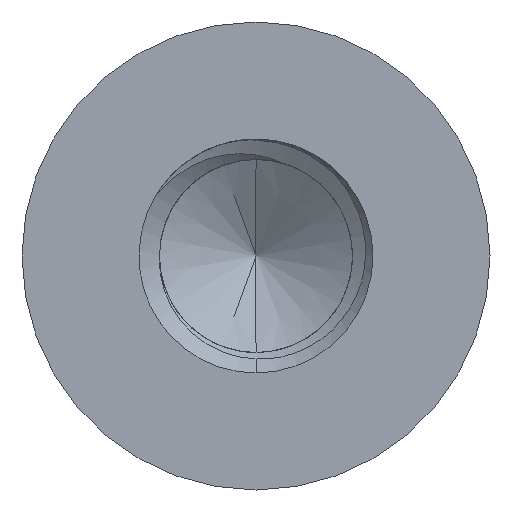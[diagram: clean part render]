
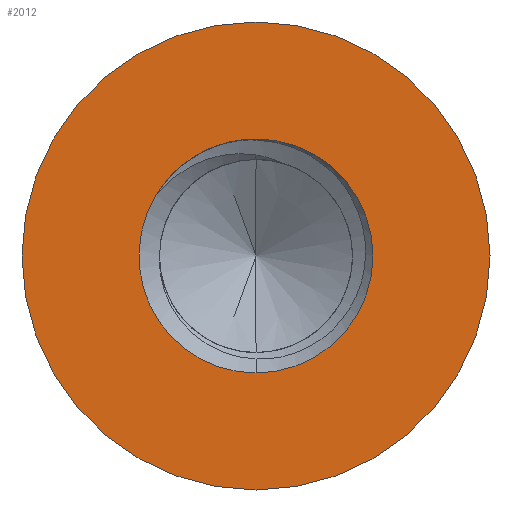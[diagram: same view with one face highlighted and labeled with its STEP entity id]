
A CAD part, front view. The second image highlights one B-rep face of the part: STEP entity #2012.
In plain terms, the highlighted planar face has unit normal (0, -1, 0).
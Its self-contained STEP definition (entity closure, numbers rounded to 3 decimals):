
#12 = CARTESIAN_POINT ( 'NONE',  ( -1.715, 0., 1.028 ) ) ;
#22 = CARTESIAN_POINT ( 'NONE',  ( 0., 0., 0. ) ) ;
#52 = DIRECTION ( 'NONE',  ( 0., 1., 0. ) ) ;
#235 = CIRCLE ( 'NONE', #1100, 2. ) ;
#371 = DIRECTION ( 'NONE',  ( 0., 0., 1. ) ) ;
#392 = CARTESIAN_POINT ( 'NONE',  ( 0., 0., 0. ) ) ;
#670 = DIRECTION ( 'NONE',  ( 0., 0., 1. ) ) ;
#673 = FACE_BOUND ( 'NONE', #6735, .T. ) ;
#725 = DIRECTION ( 'NONE',  ( 0., 1., 0. ) ) ;
#730 = CARTESIAN_POINT ( 'NONE',  ( 0., 0., -4. ) ) ;
#760 = VERTEX_POINT ( 'NONE', #4353 ) ;
#820 = AXIS2_PLACEMENT_3D ( 'NONE', #1042, #1621, #371 ) ;
#1042 = CARTESIAN_POINT ( 'NONE',  ( 0., 0., 0. ) ) ;
#1100 = AXIS2_PLACEMENT_3D ( 'NONE', #6418, #52, #4529 ) ;
#1178 = ORIENTED_EDGE ( 'NONE', *, *, #3449, .F. ) ;
#1202 = EDGE_LOOP ( 'NONE', ( #1749, #1178 ) ) ;
#1621 = DIRECTION ( 'NONE',  ( 0., 1., 0. ) ) ;
#1643 = ORIENTED_EDGE ( 'NONE', *, *, #8240, .T. ) ;
#1749 = ORIENTED_EDGE ( 'NONE', *, *, #5135, .F. ) ;
#1918 = CARTESIAN_POINT ( 'NONE',  ( 0., 0., 4. ) ) ;
#1961 = ORIENTED_EDGE ( 'NONE', *, *, #7823, .T. ) ;
#2012 = ADVANCED_FACE ( 'NONE', ( #673, #4545 ), #8052, .F. ) ;
#2693 = CIRCLE ( 'NONE', #820, 2. ) ;
#2794 = CARTESIAN_POINT ( 'NONE',  ( 0., 0., 0. ) ) ;
#3075 = AXIS2_PLACEMENT_3D ( 'NONE', #3331, #725, #7708 ) ;
#3331 = CARTESIAN_POINT ( 'NONE',  ( 0., 0., 0. ) ) ;
#3449 = EDGE_CURVE ( 'NONE', #3775, #6491, #4516, .T. ) ;
#3487 = AXIS2_PLACEMENT_3D ( 'NONE', #22, #7554, #670 ) ;
#3618 = CARTESIAN_POINT ( 'NONE',  ( 0., 0., 0. ) ) ;
#3651 = ORIENTED_EDGE ( 'NONE', *, *, #8014, .T. ) ;
#3775 = VERTEX_POINT ( 'NONE', #1918 ) ;
#4114 = AXIS2_PLACEMENT_3D ( 'NONE', #2794, #5886, #7256 ) ;
#4236 = DIRECTION ( 'NONE',  ( 0., 0., 1. ) ) ;
#4353 = CARTESIAN_POINT ( 'NONE',  ( 0., 0., 2. ) ) ;
#4376 = CARTESIAN_POINT ( 'NONE',  ( 0., 0., -2. ) ) ;
#4417 = VERTEX_POINT ( 'NONE', #12 ) ;
#4516 = CIRCLE ( 'NONE', #3075, 4. ) ;
#4529 = DIRECTION ( 'NONE',  ( 0., 0., 1. ) ) ;
#4545 = FACE_OUTER_BOUND ( 'NONE', #1202, .T. ) ;
#4561 = ORIENTED_EDGE ( 'NONE', *, *, #7032, .T. ) ;
#4791 = DIRECTION ( 'NONE',  ( 0., 1., 0. ) ) ;
#5135 = EDGE_CURVE ( 'NONE', #6491, #3775, #6492, .T. ) ;
#5400 = DIRECTION ( 'NONE',  ( 0., 1., 0. ) ) ;
#5464 = DIRECTION ( 'NONE',  ( 0., 0., 1. ) ) ;
#5643 = CARTESIAN_POINT ( 'NONE',  ( -0.465, 0., 1.945 ) ) ;
#5886 = DIRECTION ( 'NONE',  ( 0., 1., 0. ) ) ;
#6352 = VERTEX_POINT ( 'NONE', #5643 ) ;
#6412 = AXIS2_PLACEMENT_3D ( 'NONE', #392, #5400, #5464 ) ;
#6418 = CARTESIAN_POINT ( 'NONE',  ( 0., 0., 0. ) ) ;
#6491 = VERTEX_POINT ( 'NONE', #730 ) ;
#6492 = CIRCLE ( 'NONE', #6412, 4. ) ;
#6735 = EDGE_LOOP ( 'NONE', ( #3651, #1961, #4561, #1643 ) ) ;
#7032 = EDGE_CURVE ( 'NONE', #760, #7797, #2693, .T. ) ;
#7107 = CIRCLE ( 'NONE', #4114, 2. ) ;
#7214 = CIRCLE ( 'NONE', #3487, 2. ) ;
#7256 = DIRECTION ( 'NONE',  ( 0., 0., 1. ) ) ;
#7554 = DIRECTION ( 'NONE',  ( 0., 1., 0. ) ) ;
#7708 = DIRECTION ( 'NONE',  ( 0., 0., 1. ) ) ;
#7797 = VERTEX_POINT ( 'NONE', #4376 ) ;
#7823 = EDGE_CURVE ( 'NONE', #6352, #760, #7214, .T. ) ;
#7868 = AXIS2_PLACEMENT_3D ( 'NONE', #3618, #4791, #4236 ) ;
#8014 = EDGE_CURVE ( 'NONE', #4417, #6352, #235, .T. ) ;
#8052 = PLANE ( 'NONE',  #7868 ) ;
#8240 = EDGE_CURVE ( 'NONE', #7797, #4417, #7107, .T. ) ;
